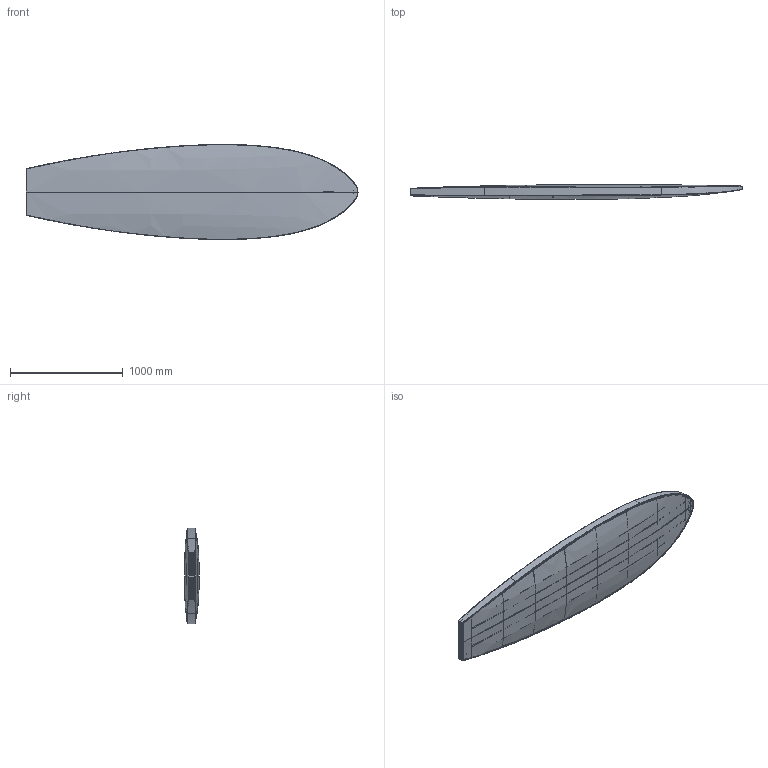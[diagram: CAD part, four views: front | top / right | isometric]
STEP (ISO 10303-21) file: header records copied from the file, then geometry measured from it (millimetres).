
FILE_DESCRIPTION(('FreeCAD Model'),'2;1');
FILE_NAME('Open CASCADE Shape Model','2025-05-05T10:56:55',('FreeCAD'),( 'FreeCAD'),'Open CASCADE STEP processor 7.6','FreeCAD','Unknown');
FILE_SCHEMA(('AUTOMOTIVE_DESIGN { 1 0 10303 214 1 1 1 1 }'));
Products named in the file (1): Open CASCADE STEP translator 7.6 1
Bounding box: 2950.31 x 132.23 x 845 mm (x, y, z)
Surface area: 14169607.4 mm2 (no closed solid volume)
Topology: 0 solids, 1448 shells, 1448 faces, 15571 edges, 15571 vertices
Faces by surface type: bspline 1448
Entity records: 215747 total; most frequent: CARTESIAN_POINT 144824, ORIENTED_EDGE 15571, EDGE_CURVE 15571, VERTEX_POINT 15571, B_SPLINE_CURVE_WITH_KNOTS 15347, FACE_BOUND 1584, EDGE_LOOP 1584, SHELL_BASED_SURFACE_MODEL 1448
